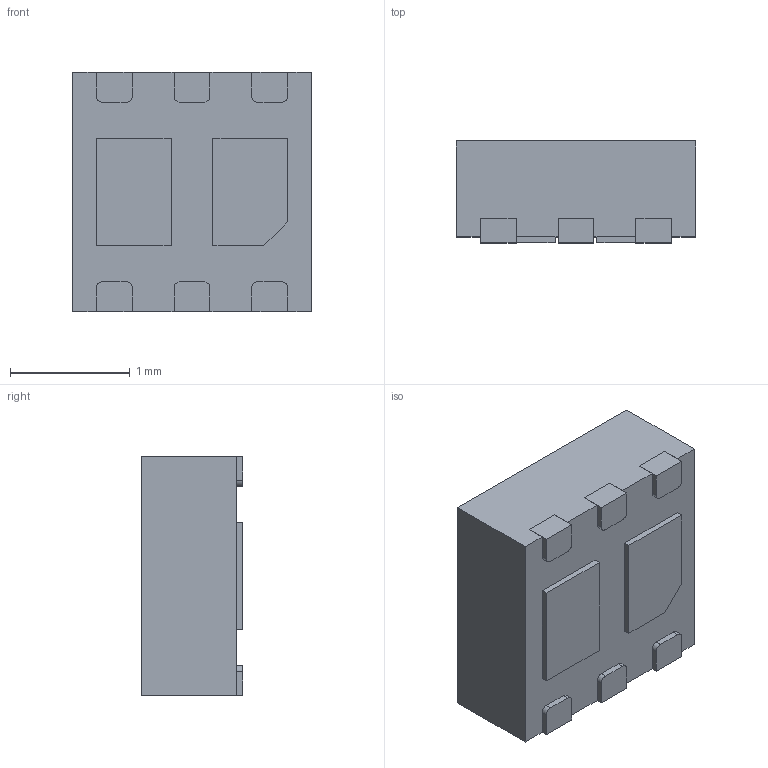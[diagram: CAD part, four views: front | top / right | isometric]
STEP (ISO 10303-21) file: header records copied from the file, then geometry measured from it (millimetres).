
FILE_DESCRIPTION((''),'2;1');
FILE_NAME('DQK0006B_ASM','2014-07-08T',('a0412025'),(''),'PRO/ENGINEER BY PARAMETRIC TECHNOLOGY CORPORATION, 2011490','PRO/ENGINEER BY PARAMETRIC TECHNOLOGY CORPORATION, 2011490','');
FILE_SCHEMA(('AUTOMOTIVE_DESIGN_CC2 { 1 2 10303 214 -1 1 5 2 }'));
Length unit declared in the file: millimetre
Products named in the file (3): BODY-SON; FRAME-DQK0006B; DQK0006B_ASM
Assembly tree (2 placements, depth 2):
  DQK0006B_ASM
    BODY-SON
    FRAME-DQK0006B
Bounding box: 2 x 0.85 x 2 mm (x, y, z)
Volume: 3.3 mm3; surface area: 21.3 mm2
Topology: 9 solids, 9 shells, 114 faces, 282 edges, 188 vertices
Faces by surface type: plane 90, cylinder 24
Entity records: 4408 total; most frequent: CARTESIAN_POINT 589, DIRECTION 568, ORIENTED_EDGE 564, PRESENTATION_STYLE_ASSIGNMENT 299, STYLED_ITEM 291, CURVE_STYLE 282, EDGE_CURVE 282, VECTOR 234
